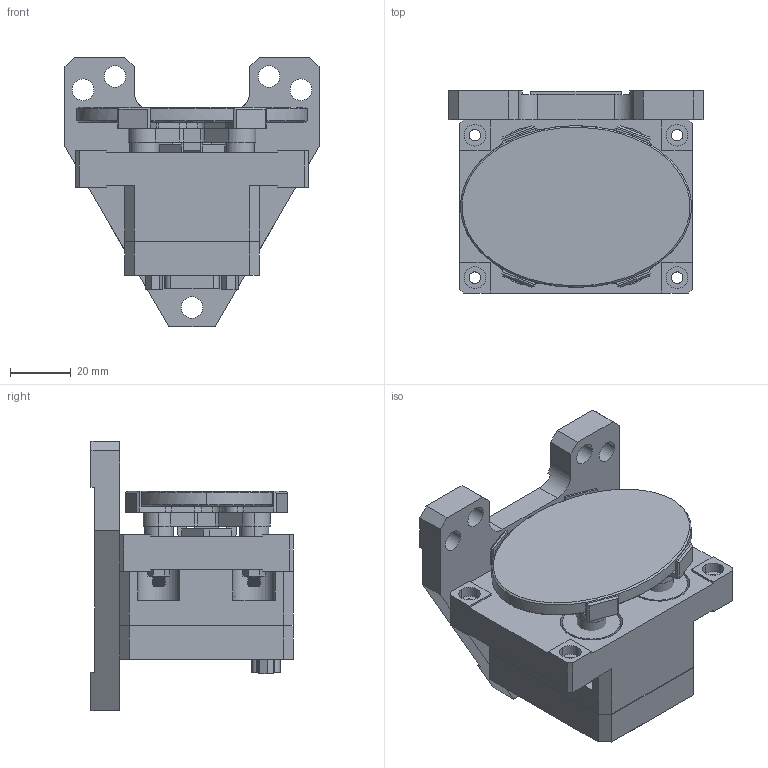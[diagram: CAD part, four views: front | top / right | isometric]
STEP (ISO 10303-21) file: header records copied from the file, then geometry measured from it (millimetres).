
FILE_DESCRIPTION (( 'STEP AP203' ), '1' );
FILE_NAME ('OIM202-3 SIMPLE MODEL.STEP', '2013-01-11T20:16:31', ( '' ), ( '' ), 'SwSTEP 2.0', 'SolidWorks 2011', '' );
FILE_SCHEMA (( 'CONFIG_CONTROL_DESIGN' ));
Length unit declared in the file: inch
Products named in the file (1): OIM202-3 SIMPLE MODEL
Bounding box: 83.82 x 66.68 x 88.9 mm (x, y, z)
Volume: 162905.4 mm3; surface area: 59763 mm2
Topology: 11 solids, 11 shells, 896 faces, 2331 edges, 1491 vertices
Faces by surface type: plane 384, cylinder 322, cone 108, torus 76, bspline 6
Full cylindrical faces by diameter (mm): 3.454 x4
Entity records: 30170 total; most frequent: CARTESIAN_POINT 8111, ORIENTED_EDGE 4646, DIRECTION 4561, EDGE_CURVE 2323, AXIS2_PLACEMENT_3D 1629, VERTEX_POINT 1491, VECTOR 1303, LINE 1303
